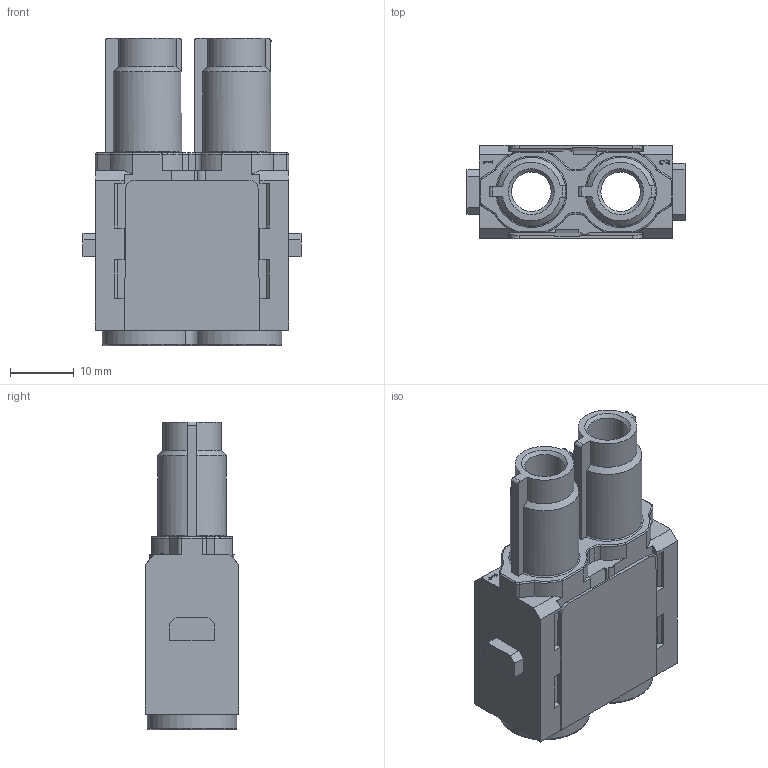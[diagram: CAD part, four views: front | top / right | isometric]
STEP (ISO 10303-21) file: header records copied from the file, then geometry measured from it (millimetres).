
FILE_DESCRIPTION(/* description */ (''),/* implementation_level */ '2;1');
FILE_NAME(/* name */ 'HMK70-002-FC.stp',/* time_stamp */ '2023-02-08T23:45:59+08:00',/* author */ (''),/* organization */ (''),/* preprocessor_version */ 'ST-DEVELOPER v16',/* originating_system */ 'SIEMENS PLM Software NX 10.0',/* authorisation */ '');
FILE_SCHEMA (('AP203_CONFIGURATION_CONTROLLED_3D_DESIGN_OF_MECHANICAL_PARTS_AND_ASSEMBLIES_MIM_LF { 1 0 10303 403 2 1 2}'));
Length unit declared in the file: millimetre
Products named in the file (1): Admi0A2C26ACrofy
Bounding box: 34.2 x 14.6 x 48.3 mm (x, y, z)
Volume: 6820.8 mm3; surface area: 12625.5 mm2
Topology: 1 solids, 1 shells, 509 faces, 1455 edges, 938 vertices
Faces by surface type: plane 299, cylinder 124, cone 34, torus 30, extrusion 14, bspline 8
Full cylindrical faces by diameter (mm): 1.2 x2, 1.7 x2, 6.2 x2, 11.7 x2
Entity records: 17795 total; most frequent: CARTESIAN_POINT 4515, ORIENTED_EDGE 2854, DIRECTION 2651, EDGE_CURVE 1427, VERTEX_POINT 932, VECTOR 927, LINE 913, AXIS2_PLACEMENT_3D 862
